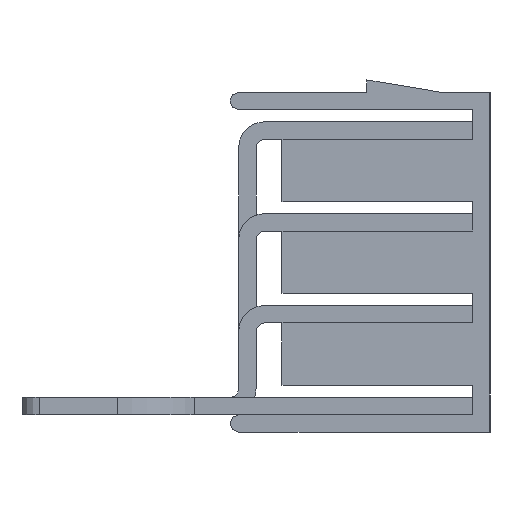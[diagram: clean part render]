
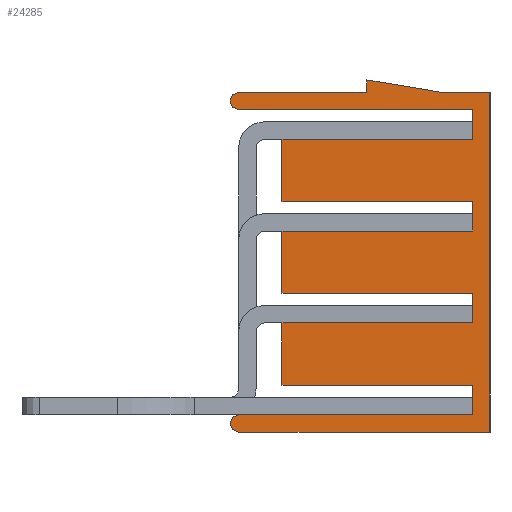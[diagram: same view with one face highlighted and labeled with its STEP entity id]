
A CAD part, left-side view. The second image highlights one B-rep face of the part: STEP entity #24285.
In plain terms, the highlighted planar face has unit normal (-1, 0, 0).
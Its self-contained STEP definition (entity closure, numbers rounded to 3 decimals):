
#18=CARTESIAN_POINT('',(-500.,7.4,9.3));
#19=DIRECTION('',(1.,0.,0.));
#20=DIRECTION('',(0.,0.,-1.));
#21=AXIS2_PLACEMENT_3D('',#18,#19,#20);
#23=DIRECTION('',(0.,-0.986,-0.164));
#24=VECTOR('',#23,4.362);
#25=CARTESIAN_POINT('',(-500.,0.,10.517));
#26=LINE('',#25,#24);
#27=CARTESIAN_POINT('',(-500.,7.4,-9.3));
#28=DIRECTION('',(1.,0.,0.));
#29=DIRECTION('',(0.,0.,-1.));
#30=AXIS2_PLACEMENT_3D('',#27,#28,#29);
#36=DIRECTION('',(0.,1.,0.));
#37=VECTOR('',#36,11.);
#38=CARTESIAN_POINT('',(-500.,-6.1,7.1));
#39=LINE('',#38,#37);
#434=DIRECTION('',(0.,0.,-1.));
#435=VECTOR('',#434,3.6);
#436=CARTESIAN_POINT('',(-500.,4.9,7.1));
#437=LINE('',#436,#435);
#546=DIRECTION('',(0.,-1.,0.));
#547=VECTOR('',#546,11.);
#548=CARTESIAN_POINT('',(-500.,4.9,3.5));
#549=LINE('',#548,#547);
#570=DIRECTION('',(0.,0.,-1.));
#571=VECTOR('',#570,1.7);
#572=CARTESIAN_POINT('',(-500.,-6.1,3.5));
#573=LINE('',#572,#571);
#614=DIRECTION('',(0.,1.,0.));
#615=VECTOR('',#614,11.);
#616=CARTESIAN_POINT('',(-500.,-6.1,1.8));
#617=LINE('',#616,#615);
#920=DIRECTION('',(0.,0.,-1.));
#921=VECTOR('',#920,3.6);
#922=CARTESIAN_POINT('',(-500.,4.9,1.8));
#923=LINE('',#922,#921);
#5506=DIRECTION('',(0.,-1.,0.));
#5507=VECTOR('',#5506,11.);
#5508=CARTESIAN_POINT('',(-500.,4.9,-1.8));
#5509=LINE('',#5508,#5507);
#5526=DIRECTION('',(0.,0.,-1.));
#5527=VECTOR('',#5526,1.7);
#5528=CARTESIAN_POINT('',(-500.,-6.1,-1.8));
#5529=LINE('',#5528,#5527);
#5812=DIRECTION('',(0.,1.,0.));
#5813=VECTOR('',#5812,11.);
#5814=CARTESIAN_POINT('',(-500.,-6.1,-3.5));
#5815=LINE('',#5814,#5813);
#6182=DIRECTION('',(0.,0.,-1.));
#6183=VECTOR('',#6182,3.6);
#6184=CARTESIAN_POINT('',(-500.,4.9,-3.5));
#6185=LINE('',#6184,#6183);
#6294=DIRECTION('',(0.,-1.,0.));
#6295=VECTOR('',#6294,11.);
#6296=CARTESIAN_POINT('',(-500.,4.9,-7.1));
#6297=LINE('',#6296,#6295);
#6314=DIRECTION('',(0.,0.,-1.));
#6315=VECTOR('',#6314,1.7);
#6316=CARTESIAN_POINT('',(-500.,-6.1,-7.1));
#6317=LINE('',#6316,#6315);
#7260=DIRECTION('',(0.,1.,0.));
#7261=VECTOR('',#7260,13.5);
#7262=CARTESIAN_POINT('',(-500.,-6.1,-8.8));
#7263=LINE('',#7262,#7261);
#7998=DIRECTION('',(0.,-1.,0.));
#7999=VECTOR('',#7998,7.6);
#8000=CARTESIAN_POINT('',(-500.,7.4,-9.8));
#8001=LINE('',#8000,#7999);
#8006=DIRECTION('',(0.,-1.,0.));
#8007=VECTOR('',#8006,6.9);
#8008=CARTESIAN_POINT('',(-500.,-0.2,-9.8));
#8009=LINE('',#8008,#8007);
#8014=DIRECTION('',(0.,0.,1.));
#8015=VECTOR('',#8014,19.6);
#8016=CARTESIAN_POINT('',(-500.,-7.1,-9.8));
#8017=LINE('',#8016,#8015);
#8022=DIRECTION('',(0.,1.,0.));
#8023=VECTOR('',#8022,2.797);
#8024=CARTESIAN_POINT('',(-500.,-7.1,9.8));
#8025=LINE('',#8024,#8023);
#8034=DIRECTION('',(0.,0.,-1.));
#8035=VECTOR('',#8034,0.717);
#8036=CARTESIAN_POINT('',(-500.,0.,10.517));
#8037=LINE('',#8036,#8035);
#8042=DIRECTION('',(0.,1.,0.));
#8043=VECTOR('',#8042,7.4);
#8044=CARTESIAN_POINT('',(-500.,0.,9.8));
#8045=LINE('',#8044,#8043);
#8054=DIRECTION('',(0.,-1.,0.));
#8055=VECTOR('',#8054,13.5);
#8056=CARTESIAN_POINT('',(-500.,7.4,8.8));
#8057=LINE('',#8056,#8055);
#8082=DIRECTION('',(0.,0.,-1.));
#8083=VECTOR('',#8082,1.7);
#8084=CARTESIAN_POINT('',(-500.,-6.1,8.8));
#8085=LINE('',#8084,#8083);
#18566=CARTESIAN_POINT('',(-500.,-6.1,7.1));
#18567=CARTESIAN_POINT('',(-500.,4.9,7.1));
#18568=VERTEX_POINT('',#18566);
#18569=VERTEX_POINT('',#18567);
#18570=CARTESIAN_POINT('',(-500.,-6.1,8.8));
#18571=VERTEX_POINT('',#18570);
#18572=CARTESIAN_POINT('',(-500.,7.4,8.8));
#18573=VERTEX_POINT('',#18572);
#18574=CARTESIAN_POINT('',(-500.,7.4,9.8));
#18575=VERTEX_POINT('',#18574);
#18576=CARTESIAN_POINT('',(-500.,0.,9.8));
#18577=VERTEX_POINT('',#18576);
#18578=CARTESIAN_POINT('',(-500.,0.,10.517));
#18579=VERTEX_POINT('',#18578);
#18580=CARTESIAN_POINT('',(-500.,-4.303,9.8));
#18581=VERTEX_POINT('',#18580);
#18582=CARTESIAN_POINT('',(-500.,-7.1,9.8));
#18583=VERTEX_POINT('',#18582);
#18584=CARTESIAN_POINT('',(-500.,-7.1,-9.8));
#18585=VERTEX_POINT('',#18584);
#18586=CARTESIAN_POINT('',(-500.,-0.2,-9.8));
#18587=VERTEX_POINT('',#18586);
#18588=CARTESIAN_POINT('',(-500.,7.4,-9.8));
#18589=VERTEX_POINT('',#18588);
#18590=CARTESIAN_POINT('',(-500.,7.4,-8.8));
#18591=VERTEX_POINT('',#18590);
#18592=CARTESIAN_POINT('',(-500.,-6.1,-8.8));
#18593=VERTEX_POINT('',#18592);
#18594=CARTESIAN_POINT('',(-500.,-6.1,-7.1));
#18595=VERTEX_POINT('',#18594);
#18596=CARTESIAN_POINT('',(-500.,4.9,-7.1));
#18597=VERTEX_POINT('',#18596);
#18598=CARTESIAN_POINT('',(-500.,4.9,-3.5));
#18599=VERTEX_POINT('',#18598);
#18600=CARTESIAN_POINT('',(-500.,-6.1,-3.5));
#18601=VERTEX_POINT('',#18600);
#18602=CARTESIAN_POINT('',(-500.,-6.1,-1.8));
#18603=VERTEX_POINT('',#18602);
#18604=CARTESIAN_POINT('',(-500.,4.9,-1.8));
#18605=VERTEX_POINT('',#18604);
#18606=CARTESIAN_POINT('',(-500.,4.9,1.8));
#18607=VERTEX_POINT('',#18606);
#18608=CARTESIAN_POINT('',(-500.,-6.1,1.8));
#18609=VERTEX_POINT('',#18608);
#18610=CARTESIAN_POINT('',(-500.,-6.1,3.5));
#18611=VERTEX_POINT('',#18610);
#18612=CARTESIAN_POINT('',(-500.,4.9,3.5));
#18613=VERTEX_POINT('',#18612);
#24230=CARTESIAN_POINT('',(-500.,0.403,0.359));
#24231=DIRECTION('',(1.,0.,0.));
#24232=DIRECTION('',(0.,0.,-1.));
#24233=AXIS2_PLACEMENT_3D('',#24230,#24231,#24232);
#24234=PLANE('',#24233);
#24236=ORIENTED_EDGE('',*,*,#24235,.F.);
#24238=ORIENTED_EDGE('',*,*,#24237,.F.);
#24240=ORIENTED_EDGE('',*,*,#24239,.F.);
#24242=ORIENTED_EDGE('',*,*,#24241,.T.);
#24244=ORIENTED_EDGE('',*,*,#24243,.F.);
#24246=ORIENTED_EDGE('',*,*,#24245,.F.);
#24248=ORIENTED_EDGE('',*,*,#24247,.T.);
#24250=ORIENTED_EDGE('',*,*,#24249,.F.);
#24252=ORIENTED_EDGE('',*,*,#24251,.F.);
#24254=ORIENTED_EDGE('',*,*,#24253,.F.);
#24256=ORIENTED_EDGE('',*,*,#24255,.F.);
#24258=ORIENTED_EDGE('',*,*,#24257,.T.);
#24260=ORIENTED_EDGE('',*,*,#24259,.F.);
#24262=ORIENTED_EDGE('',*,*,#24261,.F.);
#24264=ORIENTED_EDGE('',*,*,#24263,.F.);
#24266=ORIENTED_EDGE('',*,*,#24265,.F.);
#24268=ORIENTED_EDGE('',*,*,#24267,.F.);
#24270=ORIENTED_EDGE('',*,*,#24269,.F.);
#24272=ORIENTED_EDGE('',*,*,#24271,.F.);
#24274=ORIENTED_EDGE('',*,*,#24273,.F.);
#24276=ORIENTED_EDGE('',*,*,#24275,.F.);
#24278=ORIENTED_EDGE('',*,*,#24277,.F.);
#24280=ORIENTED_EDGE('',*,*,#24279,.F.);
#24282=ORIENTED_EDGE('',*,*,#24281,.F.);
#24283=EDGE_LOOP('',(#24236,#24238,#24240,#24242,#24244,#24246,#24248,#24250,
#24252,#24254,#24256,#24258,#24260,#24262,#24264,#24266,#24268,#24270,#24272,
#24274,#24276,#24278,#24280,#24282));
#24284=FACE_OUTER_BOUND('',#24283,.F.);
#22=CIRCLE('',#21,0.5);
#31=CIRCLE('',#30,0.5);
#24235=EDGE_CURVE('',#18568,#18569,#39,.T.);
#24237=EDGE_CURVE('',#18571,#18568,#8085,.T.);
#24239=EDGE_CURVE('',#18573,#18571,#8057,.T.);
#24241=EDGE_CURVE('',#18573,#18575,#22,.T.);
#24243=EDGE_CURVE('',#18577,#18575,#8045,.T.);
#24245=EDGE_CURVE('',#18579,#18577,#8037,.T.);
#24247=EDGE_CURVE('',#18579,#18581,#26,.T.);
#24249=EDGE_CURVE('',#18583,#18581,#8025,.T.);
#24251=EDGE_CURVE('',#18585,#18583,#8017,.T.);
#24253=EDGE_CURVE('',#18587,#18585,#8009,.T.);
#24255=EDGE_CURVE('',#18589,#18587,#8001,.T.);
#24257=EDGE_CURVE('',#18589,#18591,#31,.T.);
#24259=EDGE_CURVE('',#18593,#18591,#7263,.T.);
#24261=EDGE_CURVE('',#18595,#18593,#6317,.T.);
#24263=EDGE_CURVE('',#18597,#18595,#6297,.T.);
#24265=EDGE_CURVE('',#18599,#18597,#6185,.T.);
#24267=EDGE_CURVE('',#18601,#18599,#5815,.T.);
#24269=EDGE_CURVE('',#18603,#18601,#5529,.T.);
#24271=EDGE_CURVE('',#18605,#18603,#5509,.T.);
#24273=EDGE_CURVE('',#18607,#18605,#923,.T.);
#24275=EDGE_CURVE('',#18609,#18607,#617,.T.);
#24277=EDGE_CURVE('',#18611,#18609,#573,.T.);
#24279=EDGE_CURVE('',#18613,#18611,#549,.T.);
#24281=EDGE_CURVE('',#18569,#18613,#437,.T.);
#24285=ADVANCED_FACE('',(#24284),#24234,.F.);
